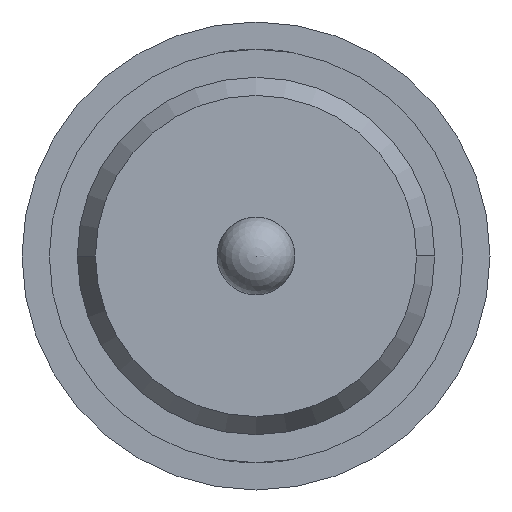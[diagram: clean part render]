
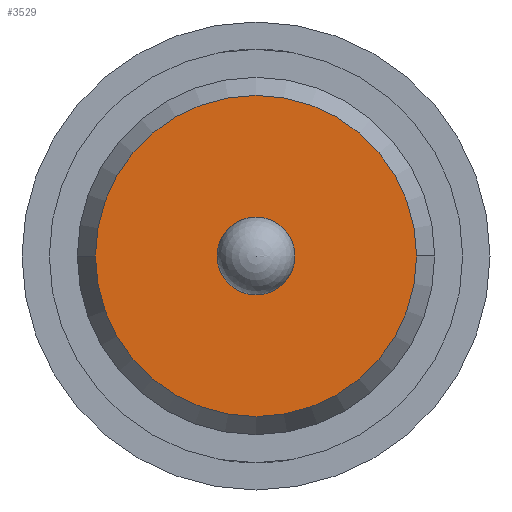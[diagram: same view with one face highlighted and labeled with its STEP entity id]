
A CAD part, front view. The second image highlights one B-rep face of the part: STEP entity #3529.
In plain terms, the highlighted planar face has unit normal (0, -1, 0).
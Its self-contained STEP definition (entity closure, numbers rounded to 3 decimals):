
#13 = FACE_OUTER_BOUND ( 'NONE', #706, .T. ) ;
#346 = EDGE_CURVE ( 'Defeature ausgef�hrt1_17+Defeature ausgef�hrt1_16+Defeature ausgef�hrt1_16+Defeature ausgef�hrt1_16', #4621, #4857, #5416, .T. ) ;
#508 = VERTEX_POINT ( 'NONE', #4170 ) ;
#706 = EDGE_LOOP ( 'NONE', ( #4586, #2857 ) ) ;
#719 = DIRECTION ( 'NONE',  ( 0., -1., 0. ) ) ;
#836 = CARTESIAN_POINT ( 'NONE',  ( -1.03, -28.6, 0. ) ) ;
#1100 = CARTESIAN_POINT ( 'NONE',  ( 0., -28.6, 0.25 ) ) ;
#1134 = CARTESIAN_POINT ( 'NONE',  ( 0., -28.6, 0. ) ) ;
#1239 = ORIENTED_EDGE ( 'NONE', *, *, #1831, .T. ) ;
#1574 = VERTEX_POINT ( 'NONE', #1100 ) ;
#1598 = CARTESIAN_POINT ( 'NONE',  ( -1.145, -28.6, 0. ) ) ;
#1794 = CIRCLE ( 'NONE', #4609, 1.03 ) ;
#1831 = EDGE_CURVE ( 'Defeature ausgef�hrt1_17+Defeature ausgef�hrt1_14+Defeature ausgef�hrt1_14+Defeature ausgef�hrt1_14', #508, #1574, #4526, .T. ) ;
#1840 = CARTESIAN_POINT ( 'NONE',  ( 0., -28.6, 0. ) ) ;
#1982 = DIRECTION ( 'NONE',  ( 1., 0., 0. ) ) ;
#1985 = AXIS2_PLACEMENT_3D ( 'NONE', #2654, #4885, #2261 ) ;
#2019 = EDGE_LOOP ( 'NONE', ( #4505, #1239 ) ) ;
#2169 = EDGE_CURVE ( 'Defeature ausgef�hrt1_17+Defeature ausgef�hrt1_16+Defeature ausgef�hrt1_16+Defeature ausgef�hrt1_16', #4857, #4621, #1794, .T. ) ;
#2218 = AXIS2_PLACEMENT_3D ( 'NONE', #1598, #719, #5502 ) ;
#2223 = DIRECTION ( 'NONE',  ( 0., 0., -1. ) ) ;
#2261 = DIRECTION ( 'NONE',  ( 0., 0., -1. ) ) ;
#2338 = CARTESIAN_POINT ( 'NONE',  ( 0., -28.6, 0. ) ) ;
#2387 = PLANE ( 'NONE',  #2218 ) ;
#2654 = CARTESIAN_POINT ( 'NONE',  ( 0., -28.6, 0. ) ) ;
#2717 = AXIS2_PLACEMENT_3D ( 'NONE', #1840, #3579, #2223 ) ;
#2857 = ORIENTED_EDGE ( 'NONE', *, *, #2169, .T. ) ;
#3521 = CARTESIAN_POINT ( 'NONE',  ( 1.03, -28.6, 0. ) ) ;
#3529 = ADVANCED_FACE ( 'Defeature ausgef�hrt1_17', ( #4778, #13 ), #2387, .T. ) ;
#3579 = DIRECTION ( 'NONE',  ( 0., 1., 0. ) ) ;
#4170 = CARTESIAN_POINT ( 'NONE',  ( 0., -28.6, -0.25 ) ) ;
#4505 = ORIENTED_EDGE ( 'NONE', *, *, #4828, .T. ) ;
#4526 = CIRCLE ( 'NONE', #1985, 0.25 ) ;
#4555 = DIRECTION ( 'NONE',  ( 1., 0., 0. ) ) ;
#4586 = ORIENTED_EDGE ( 'NONE', *, *, #346, .T. ) ;
#4609 = AXIS2_PLACEMENT_3D ( 'NONE', #1134, #5426, #1982 ) ;
#4621 = VERTEX_POINT ( 'NONE', #836 ) ;
#4778 = FACE_BOUND ( 'NONE', #2019, .T. ) ;
#4828 = EDGE_CURVE ( 'Defeature ausgef�hrt1_17+Defeature ausgef�hrt1_14+Defeature ausgef�hrt1_14+Defeature ausgef�hrt1_14', #1574, #508, #5302, .T. ) ;
#4857 = VERTEX_POINT ( 'NONE', #3521 ) ;
#4885 = DIRECTION ( 'NONE',  ( 0., 1., 0. ) ) ;
#4993 = DIRECTION ( 'NONE',  ( 0., -1., 0. ) ) ;
#5302 = CIRCLE ( 'NONE', #2717, 0.25 ) ;
#5416 = CIRCLE ( 'NONE', #5621, 1.03 ) ;
#5426 = DIRECTION ( 'NONE',  ( 0., -1., 0. ) ) ;
#5502 = DIRECTION ( 'NONE',  ( 1., 0., 0. ) ) ;
#5621 = AXIS2_PLACEMENT_3D ( 'NONE', #2338, #4993, #4555 ) ;
